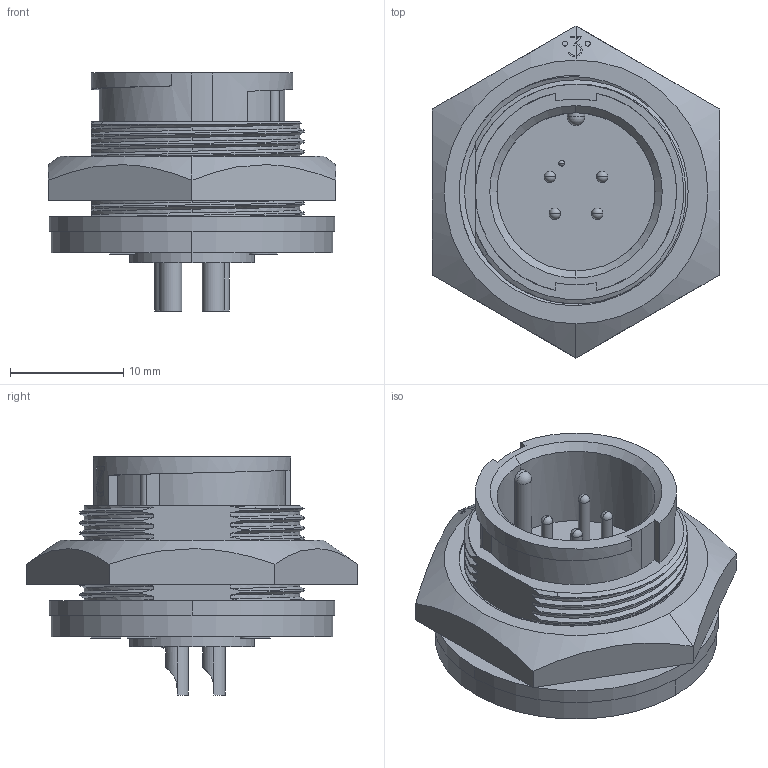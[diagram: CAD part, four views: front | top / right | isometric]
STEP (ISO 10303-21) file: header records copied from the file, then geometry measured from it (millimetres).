
FILE_DESCRIPTION (( 'STEP AP203' ), '1' );
FILE_NAME ('4282-4PG-300.STEP', '2020-10-15T19:05:32', ( '' ), ( '' ), 'SwSTEP 2.0', 'SolidWorks 2020', '' );
FILE_SCHEMA (( 'CONFIG_CONTROL_DESIGN' ));
Length unit declared in the file: inch
Products named in the file (1): 4282-4PG-300
Bounding box: 25.4 x 29.33 x 21.03 mm (x, y, z)
Volume: 4710.2 mm3; surface area: 3957.6 mm2
Topology: 2 solids, 2 shells, 353 faces, 963 edges, 632 vertices
Faces by surface type: plane 145, cylinder 95, bspline 85, cone 15, sphere 13
Entity records: 21764 total; most frequent: CARTESIAN_POINT 13915, ORIENTED_EDGE 1890, DIRECTION 1194, EDGE_CURVE 945, VERTEX_POINT 623, VECTOR 460, LINE 460, EDGE_LOOP 382
